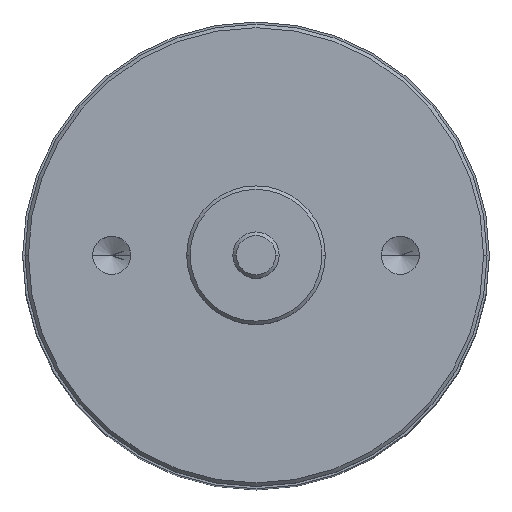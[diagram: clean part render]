
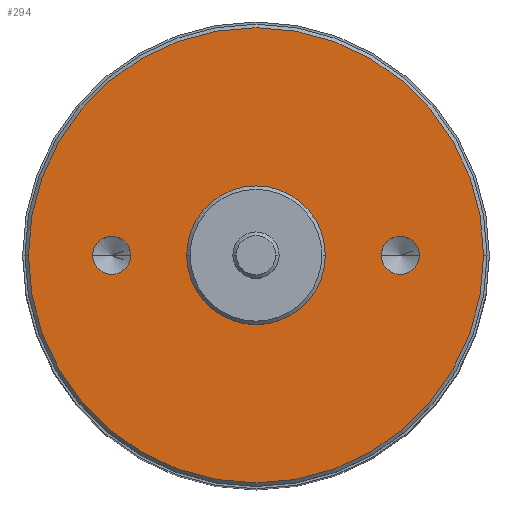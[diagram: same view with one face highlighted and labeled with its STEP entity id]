
A CAD part, top view. The second image highlights one B-rep face of the part: STEP entity #294.
In plain terms, the highlighted planar face has unit normal (0, 0, 1).
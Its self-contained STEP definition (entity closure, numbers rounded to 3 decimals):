
#5 = VERTEX_POINT ( 'NONE', #88 ) ;
#6 = VERTEX_POINT ( 'NONE', #86 ) ;
#28 = VERTEX_POINT ( 'NONE', #112 ) ;
#30 = VERTEX_POINT ( 'NONE', #114 ) ;
#53 = EDGE_LOOP ( 'NONE', ( #384, #385 ) ) ;
#54 = EDGE_LOOP ( 'NONE', ( #386, #387 ) ) ;
#55 = EDGE_LOOP ( 'NONE', ( #382, #383 ) ) ;
#56 = EDGE_LOOP ( 'NONE', ( #380, #381 ) ) ;
#86 = CARTESIAN_POINT ( 'NONE',  ( -14.15, 0., 0. ) ) ;
#88 = CARTESIAN_POINT ( 'NONE',  ( -10.85, 0., 0. ) ) ;
#112 = CARTESIAN_POINT ( 'NONE',  ( 19.7, 0., 0. ) ) ;
#114 = CARTESIAN_POINT ( 'NONE',  ( -19.7, 0., 0. ) ) ;
#126 = CARTESIAN_POINT ( 'NONE',  ( 12.5, 0., 0. ) ) ;
#127 = DIRECTION ( 'NONE',  ( 0., 0., 1. ) ) ;
#128 = DIRECTION ( 'NONE',  ( 1., 0., 0. ) ) ;
#152 = CARTESIAN_POINT ( 'NONE',  ( 0., 0., 0. ) ) ;
#153 = DIRECTION ( 'NONE',  ( 0., 0., 1. ) ) ;
#154 = DIRECTION ( 'NONE',  ( 1., 0., 0. ) ) ;
#175 = EDGE_CURVE ( 'NONE', #243, #245, #460, .T. ) ;
#187 = EDGE_CURVE ( 'NONE', #239, #236, #480, .T. ) ;
#200 = EDGE_CURVE ( 'NONE', #30, #28, #501, .T. ) ;
#201 = EDGE_CURVE ( 'NONE', #5, #6, #499, .T. ) ;
#202 = EDGE_CURVE ( 'NONE', #245, #243, #502, .T. ) ;
#203 = EDGE_CURVE ( 'NONE', #236, #239, #504, .T. ) ;
#219 = AXIS2_PLACEMENT_3D ( 'NONE', #126, #127, #128 ) ;
#222 = AXIS2_PLACEMENT_3D ( 'NONE', #152, #153, #154 ) ;
#230 = AXIS2_PLACEMENT_3D ( 'NONE', #679, #680, #681 ) ;
#231 = AXIS2_PLACEMENT_3D ( 'NONE', #682, #683, #684 ) ;
#232 = AXIS2_PLACEMENT_3D ( 'NONE', #685, #686, #687 ) ;
#233 = AXIS2_PLACEMENT_3D ( 'NONE', #688, #689, #690 ) ;
#236 = VERTEX_POINT ( 'NONE', #721 ) ;
#239 = VERTEX_POINT ( 'NONE', #737 ) ;
#243 = VERTEX_POINT ( 'NONE', #729 ) ;
#245 = VERTEX_POINT ( 'NONE', #741 ) ;
#255 = EDGE_CURVE ( 'NONE', #28, #30, #531, .T. ) ;
#276 = EDGE_CURVE ( 'NONE', #6, #5, #562, .T. ) ;
#294 = ADVANCED_FACE ( 'NONE', ( #595, #598, #590, #592 ), #867, .T. ) ;
#380 = ORIENTED_EDGE ( 'NONE', *, *, #200, .T. ) ;
#381 = ORIENTED_EDGE ( 'NONE', *, *, #255, .T. ) ;
#382 = ORIENTED_EDGE ( 'NONE', *, *, #201, .F. ) ;
#383 = ORIENTED_EDGE ( 'NONE', *, *, #276, .F. ) ;
#384 = ORIENTED_EDGE ( 'NONE', *, *, #202, .F. ) ;
#385 = ORIENTED_EDGE ( 'NONE', *, *, #175, .F. ) ;
#386 = ORIENTED_EDGE ( 'NONE', *, *, #203, .F. ) ;
#387 = ORIENTED_EDGE ( 'NONE', *, *, #187, .F. ) ;
#460 = CIRCLE ( 'NONE', #219, 1.65 ) ;
#480 = CIRCLE ( 'NONE', #222, 6. ) ;
#499 = CIRCLE ( 'NONE', #231, 1.65 ) ;
#501 = CIRCLE ( 'NONE', #230, 19.7 ) ;
#502 = CIRCLE ( 'NONE', #232, 1.65 ) ;
#504 = CIRCLE ( 'NONE', #233, 6. ) ;
#531 = CIRCLE ( 'NONE', #920, 19.7 ) ;
#562 = CIRCLE ( 'NONE', #931, 1.65 ) ;
#590 = FACE_BOUND ( 'NONE', #53, .T. ) ;
#592 = FACE_BOUND ( 'NONE', #54, .T. ) ;
#595 = FACE_OUTER_BOUND ( 'NONE', #56, .T. ) ;
#598 = FACE_BOUND ( 'NONE', #55, .T. ) ;
#679 = CARTESIAN_POINT ( 'NONE',  ( 0., 0., 0. ) ) ;
#680 = DIRECTION ( 'NONE',  ( 0., 0., 1. ) ) ;
#681 = DIRECTION ( 'NONE',  ( 1., 0., 0. ) ) ;
#682 = CARTESIAN_POINT ( 'NONE',  ( -12.5, 0., 0. ) ) ;
#683 = DIRECTION ( 'NONE',  ( 0., 0., 1. ) ) ;
#684 = DIRECTION ( 'NONE',  ( 1., 0., 0. ) ) ;
#685 = CARTESIAN_POINT ( 'NONE',  ( 12.5, 0., 0. ) ) ;
#686 = DIRECTION ( 'NONE',  ( 0., 0., 1. ) ) ;
#687 = DIRECTION ( 'NONE',  ( 1., 0., 0. ) ) ;
#688 = CARTESIAN_POINT ( 'NONE',  ( 0., 0., 0. ) ) ;
#689 = DIRECTION ( 'NONE',  ( 0., 0., 1. ) ) ;
#690 = DIRECTION ( 'NONE',  ( 1., 0., 0. ) ) ;
#721 = CARTESIAN_POINT ( 'NONE',  ( -6., 0., 0. ) ) ;
#729 = CARTESIAN_POINT ( 'NONE',  ( 10.85, 0., 0. ) ) ;
#737 = CARTESIAN_POINT ( 'NONE',  ( 6., 0., 0. ) ) ;
#741 = CARTESIAN_POINT ( 'NONE',  ( 14.15, 0., 0. ) ) ;
#766 = CARTESIAN_POINT ( 'NONE',  ( 0., 0., 0. ) ) ;
#767 = DIRECTION ( 'NONE',  ( 0., 0., 1. ) ) ;
#768 = DIRECTION ( 'NONE',  ( 1., 0., 0. ) ) ;
#820 = CARTESIAN_POINT ( 'NONE',  ( -12.5, 0., 0. ) ) ;
#821 = DIRECTION ( 'NONE',  ( 0., 0., 1. ) ) ;
#822 = DIRECTION ( 'NONE',  ( 1., 0., 0. ) ) ;
#857 = DIRECTION ( 'NONE',  ( 0., 0., 1. ) ) ;
#865 = CARTESIAN_POINT ( 'NONE',  ( 0., 0., 0. ) ) ;
#867 = PLANE ( 'NONE',  #944 ) ;
#868 = DIRECTION ( 'NONE',  ( 1., 0., 0. ) ) ;
#920 = AXIS2_PLACEMENT_3D ( 'NONE', #766, #767, #768 ) ;
#931 = AXIS2_PLACEMENT_3D ( 'NONE', #820, #821, #822 ) ;
#944 = AXIS2_PLACEMENT_3D ( 'NONE', #865, #857, #868 ) ;
